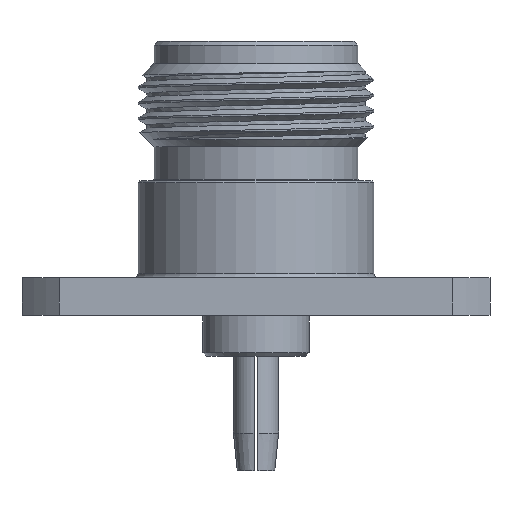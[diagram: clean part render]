
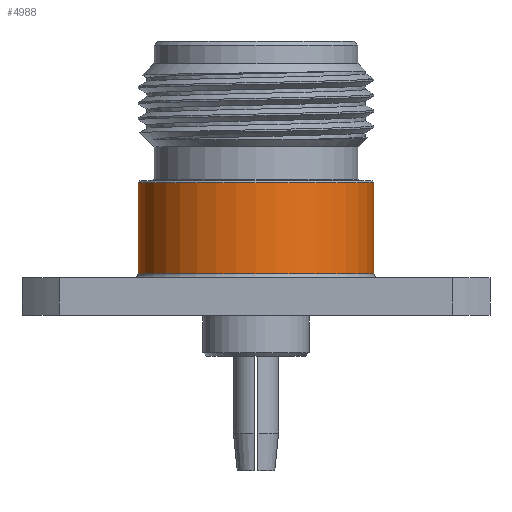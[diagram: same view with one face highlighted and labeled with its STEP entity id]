
A CAD part, front view. The second image highlights one B-rep face of the part: STEP entity #4988.
In plain terms, the highlighted cylindrical face has radius 7.938 mm (diameter 15.875 mm), a partial arc.
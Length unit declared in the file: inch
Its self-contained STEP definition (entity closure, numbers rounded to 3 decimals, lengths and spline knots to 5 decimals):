
#11 = CARTESIAN_POINT ( 'NONE',  ( -0.3125, 0., -0.616 ) ) ;
#78 = FACE_OUTER_BOUND ( 'NONE', #1838, .T. ) ;
#310 = VERTEX_POINT ( 'NONE', #4235 ) ;
#404 = CARTESIAN_POINT ( 'NONE',  ( 0., 0., -0.82 ) ) ;
#827 = CYLINDRICAL_SURFACE ( 'NONE', #5078, 0.3125 ) ;
#913 = CARTESIAN_POINT ( 'NONE',  ( 0.3125, 0., -0.616 ) ) ;
#927 = ORIENTED_EDGE ( 'NONE', *, *, #4725, .T. ) ;
#967 = CARTESIAN_POINT ( 'NONE',  ( 0., 0., -0.616 ) ) ;
#1415 = DIRECTION ( 'NONE',  ( 0., 0., 1. ) ) ;
#1493 = CARTESIAN_POINT ( 'NONE',  ( 0.3125, 0., -0.82 ) ) ;
#1520 = ORIENTED_EDGE ( 'NONE', *, *, #5010, .F. ) ;
#1709 = DIRECTION ( 'NONE',  ( 0., 0., 1. ) ) ;
#1832 = DIRECTION ( 'NONE',  ( -1., 0., 0. ) ) ;
#1838 = EDGE_LOOP ( 'NONE', ( #1520, #927, #4170, #1976 ) ) ;
#1872 = DIRECTION ( 'NONE',  ( 0., 0., 1. ) ) ;
#1976 = ORIENTED_EDGE ( 'NONE', *, *, #2904, .T. ) ;
#2154 = DIRECTION ( 'NONE',  ( 0., 0., 1. ) ) ;
#2173 = CARTESIAN_POINT ( 'NONE',  ( -0.3125, 0., -0.82 ) ) ;
#2201 = AXIS2_PLACEMENT_3D ( 'NONE', #967, #1415, #1832 ) ;
#2623 = CARTESIAN_POINT ( 'NONE',  ( 0., 0., -0.375 ) ) ;
#2904 = EDGE_CURVE ( 'NONE', #4907, #310, #5183, .T. ) ;
#3038 = AXIS2_PLACEMENT_3D ( 'NONE', #2623, #5144, #5636 ) ;
#3754 = LINE ( 'NONE', #1493, #4842 ) ;
#3885 = LINE ( 'NONE', #2173, #4765 ) ;
#4160 = VERTEX_POINT ( 'NONE', #913 ) ;
#4170 = ORIENTED_EDGE ( 'NONE', *, *, #4194, .T. ) ;
#4194 = EDGE_CURVE ( 'NONE', #4160, #4907, #3754, .T. ) ;
#4234 = CARTESIAN_POINT ( 'NONE',  ( 0.3125, 0., -0.375 ) ) ;
#4235 = CARTESIAN_POINT ( 'NONE',  ( -0.3125, 0., -0.375 ) ) ;
#4725 = EDGE_CURVE ( 'NONE', #4960, #4160, #5166, .T. ) ;
#4765 = VECTOR ( 'NONE', #2154, 39.37008 ) ;
#4842 = VECTOR ( 'NONE', #1872, 39.37008 ) ;
#4907 = VERTEX_POINT ( 'NONE', #4234 ) ;
#4960 = VERTEX_POINT ( 'NONE', #11 ) ;
#4988 = ADVANCED_FACE ( 'NONE', ( #78 ), #827, .T. ) ;
#5010 = EDGE_CURVE ( 'NONE', #4960, #310, #3885, .T. ) ;
#5078 = AXIS2_PLACEMENT_3D ( 'NONE', #404, #1709, #5637 ) ;
#5144 = DIRECTION ( 'NONE',  ( 0., 0., -1. ) ) ;
#5166 = CIRCLE ( 'NONE', #2201, 0.3125 ) ;
#5183 = CIRCLE ( 'NONE', #3038, 0.3125 ) ;
#5636 = DIRECTION ( 'NONE',  ( -1., 0., 0. ) ) ;
#5637 = DIRECTION ( 'NONE',  ( 1., 0., 0. ) ) ;
